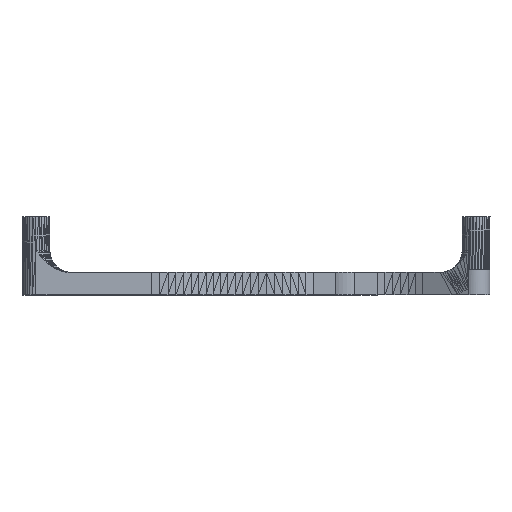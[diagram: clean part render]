
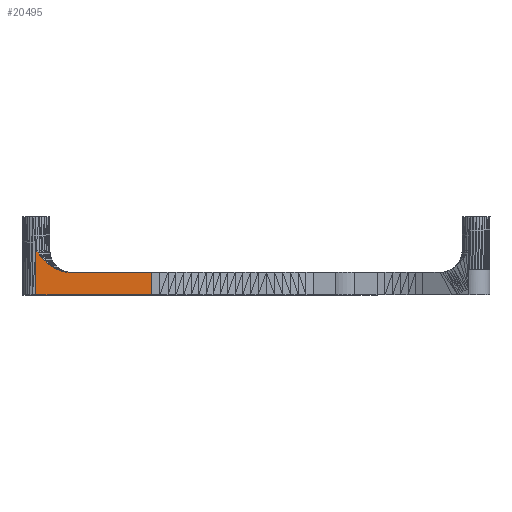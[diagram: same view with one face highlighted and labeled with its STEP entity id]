
A CAD part, top view. The second image highlights one B-rep face of the part: STEP entity #20495.
In plain terms, the highlighted planar face has unit normal (0, 0, 1).
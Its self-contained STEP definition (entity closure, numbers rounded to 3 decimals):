
#197=PLANE('',#22182);
#1811=FACE_OUTER_BOUND('',#3452,.T.);
#3452=EDGE_LOOP('',(#15712,#15713,#15714,#15715,#15716,#15717,#15718,#15719,
#15720,#15721,#15722,#15723,#15724,#15725,#15726));
#5103=LINE('',#30205,#7878);
#5330=LINE('',#30746,#8105);
#5649=LINE('',#31413,#8424);
#5651=LINE('',#31416,#8426);
#5652=LINE('',#31418,#8427);
#5653=LINE('',#31420,#8428);
#5654=LINE('',#31422,#8429);
#5655=LINE('',#31424,#8430);
#5656=LINE('',#31426,#8431);
#5657=LINE('',#31428,#8432);
#5658=LINE('',#31430,#8433);
#5659=LINE('',#31432,#8434);
#5660=LINE('',#31434,#8435);
#5661=LINE('',#31436,#8436);
#5662=LINE('',#31437,#8437);
#7878=VECTOR('',#23922,10.);
#8105=VECTOR('',#24301,10.);
#8424=VECTOR('',#24806,10.);
#8426=VECTOR('',#24810,10.);
#8427=VECTOR('',#24811,10.);
#8428=VECTOR('',#24812,10.);
#8429=VECTOR('',#24813,10.);
#8430=VECTOR('',#24814,10.);
#8431=VECTOR('',#24815,10.);
#8432=VECTOR('',#24816,10.);
#8433=VECTOR('',#24817,10.);
#8434=VECTOR('',#24818,10.);
#8435=VECTOR('',#24819,10.);
#8436=VECTOR('',#24820,10.);
#8437=VECTOR('',#24821,10.);
#10705=VERTEX_POINT('',#30202);
#10706=VERTEX_POINT('',#30204);
#10901=VERTEX_POINT('',#30743);
#10902=VERTEX_POINT('',#30745);
#11156=VERTEX_POINT('',#31407);
#11158=VERTEX_POINT('',#31417);
#11159=VERTEX_POINT('',#31419);
#11160=VERTEX_POINT('',#31421);
#11161=VERTEX_POINT('',#31423);
#11162=VERTEX_POINT('',#31425);
#11163=VERTEX_POINT('',#31427);
#11164=VERTEX_POINT('',#31429);
#11165=VERTEX_POINT('',#31431);
#11166=VERTEX_POINT('',#31433);
#11167=VERTEX_POINT('',#31435);
#11963=EDGE_CURVE('',#10705,#10706,#5103,.T.);
#12222=EDGE_CURVE('',#10902,#10901,#5330,.T.);
#12566=EDGE_CURVE('',#10902,#11156,#5649,.T.);
#12568=EDGE_CURVE('',#10706,#10901,#5651,.T.);
#12569=EDGE_CURVE('',#11158,#10705,#5652,.T.);
#12570=EDGE_CURVE('',#11159,#11158,#5653,.T.);
#12571=EDGE_CURVE('',#11160,#11159,#5654,.T.);
#12572=EDGE_CURVE('',#11161,#11160,#5655,.T.);
#12573=EDGE_CURVE('',#11162,#11161,#5656,.T.);
#12574=EDGE_CURVE('',#11163,#11162,#5657,.T.);
#12575=EDGE_CURVE('',#11164,#11163,#5658,.T.);
#12576=EDGE_CURVE('',#11165,#11164,#5659,.T.);
#12577=EDGE_CURVE('',#11166,#11165,#5660,.T.);
#12578=EDGE_CURVE('',#11167,#11166,#5661,.T.);
#12579=EDGE_CURVE('',#11156,#11167,#5662,.T.);
#15712=ORIENTED_EDGE('',*,*,#12566,.F.);
#15713=ORIENTED_EDGE('',*,*,#12222,.T.);
#15714=ORIENTED_EDGE('',*,*,#12568,.F.);
#15715=ORIENTED_EDGE('',*,*,#11963,.F.);
#15716=ORIENTED_EDGE('',*,*,#12569,.F.);
#15717=ORIENTED_EDGE('',*,*,#12570,.F.);
#15718=ORIENTED_EDGE('',*,*,#12571,.F.);
#15719=ORIENTED_EDGE('',*,*,#12572,.F.);
#15720=ORIENTED_EDGE('',*,*,#12573,.F.);
#15721=ORIENTED_EDGE('',*,*,#12574,.F.);
#15722=ORIENTED_EDGE('',*,*,#12575,.F.);
#15723=ORIENTED_EDGE('',*,*,#12576,.F.);
#15724=ORIENTED_EDGE('',*,*,#12577,.F.);
#15725=ORIENTED_EDGE('',*,*,#12578,.F.);
#15726=ORIENTED_EDGE('',*,*,#12579,.F.);
#20495=ADVANCED_FACE('',(#1811),#197,.T.);
#22182=AXIS2_PLACEMENT_3D('',#31415,#24808,#24809);
#23922=DIRECTION('',(1.,0.,0.));
#24301=DIRECTION('',(1.,0.,0.));
#24806=DIRECTION('',(0.,1.,0.));
#24808=DIRECTION('center_axis',(0.,0.,1.));
#24809=DIRECTION('ref_axis',(1.,0.,0.));
#24810=DIRECTION('',(0.,-1.,0.));
#24811=DIRECTION('',(0.999,-0.054,0.));
#24812=DIRECTION('',(0.989,-0.145,0.));
#24813=DIRECTION('',(0.973,-0.231,0.));
#24814=DIRECTION('',(0.946,-0.324,0.));
#24815=DIRECTION('',(0.917,-0.399,0.));
#24816=DIRECTION('',(0.886,-0.463,0.));
#24817=DIRECTION('',(0.831,-0.557,0.));
#24818=DIRECTION('',(0.76,-0.65,0.));
#24819=DIRECTION('',(0.696,-0.718,0.));
#24820=DIRECTION('',(0.648,-0.761,0.));
#24821=DIRECTION('',(0.624,-0.781,0.));
#30202=CARTESIAN_POINT('',(8.95,8.,-0.45));
#30204=CARTESIAN_POINT('',(23.792,8.,-0.45));
#30205=CARTESIAN_POINT('',(23.792,8.,-0.45));
#30743=CARTESIAN_POINT('',(23.792,4.,-0.45));
#30745=CARTESIAN_POINT('',(2.95,4.,-0.45));
#30746=CARTESIAN_POINT('',(5.327,4.,-0.45));
#31407=CARTESIAN_POINT('',(2.95,12.,-0.45));
#31413=CARTESIAN_POINT('',(2.95,4.,-0.45));
#31415=CARTESIAN_POINT('Origin',(23.792,4.,-0.45));
#31416=CARTESIAN_POINT('',(23.792,6.,-0.45));
#31417=CARTESIAN_POINT('',(8.489,8.025,-0.45));
#31418=CARTESIAN_POINT('',(8.489,8.025,-0.45));
#31419=CARTESIAN_POINT('',(8.013,8.095,-0.45));
#31420=CARTESIAN_POINT('',(8.013,8.095,-0.45));
#31421=CARTESIAN_POINT('',(7.561,8.202,-0.45));
#31422=CARTESIAN_POINT('',(7.561,8.202,-0.45));
#31423=CARTESIAN_POINT('',(7.127,8.35,-0.45));
#31424=CARTESIAN_POINT('',(7.127,8.35,-0.45));
#31425=CARTESIAN_POINT('',(6.687,8.542,-0.45));
#31426=CARTESIAN_POINT('',(6.687,8.542,-0.45));
#31427=CARTESIAN_POINT('',(6.266,8.762,-0.45));
#31428=CARTESIAN_POINT('',(6.266,8.762,-0.45));
#31429=CARTESIAN_POINT('',(5.518,9.264,-0.45));
#31430=CARTESIAN_POINT('',(5.518,9.264,-0.45));
#31431=CARTESIAN_POINT('',(4.805,9.873,-0.45));
#31432=CARTESIAN_POINT('',(4.805,9.873,-0.45));
#31433=CARTESIAN_POINT('',(4.138,10.561,-0.45));
#31434=CARTESIAN_POINT('',(4.138,10.561,-0.45));
#31435=CARTESIAN_POINT('',(3.52,11.286,-0.45));
#31436=CARTESIAN_POINT('',(3.52,11.286,-0.45));
#31437=CARTESIAN_POINT('',(2.95,12.,-0.45));
